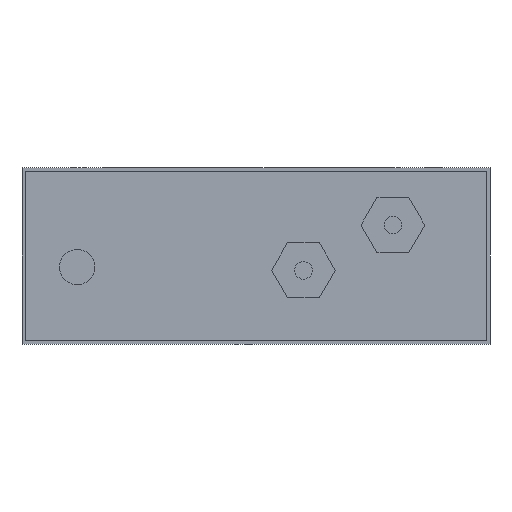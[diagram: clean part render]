
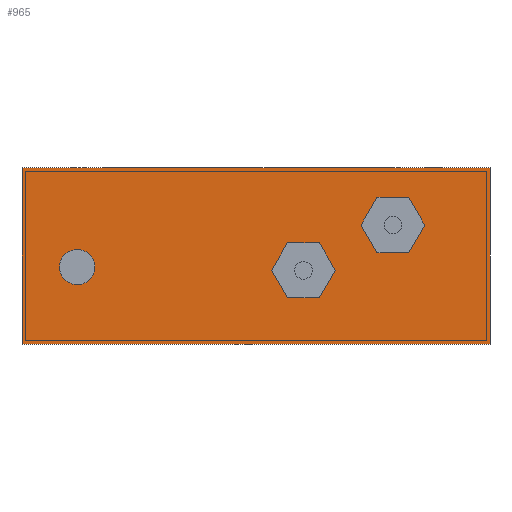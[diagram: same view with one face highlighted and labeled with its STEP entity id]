
A CAD part, front view. The second image highlights one B-rep face of the part: STEP entity #965.
In plain terms, the highlighted planar face has unit normal (0, -1, 0).
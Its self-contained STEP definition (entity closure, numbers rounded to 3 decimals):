
#29=DIRECTION('',(-1.,0.,0.));
#30=VECTOR('',#29,212.);
#31=CARTESIAN_POINT('',(106.,0.,0.));
#32=LINE('',#31,#30);
#97=CARTESIAN_POINT('',(-81.,0.,-45.));
#98=DIRECTION('',(0.,-1.,0.));
#99=DIRECTION('',(1.,0.,0.));
#100=AXIS2_PLACEMENT_3D('',#97,#98,#99);
#102=CARTESIAN_POINT('',(-81.,0.,-45.));
#103=DIRECTION('',(0.,-1.,0.));
#104=DIRECTION('',(-1.,0.,0.));
#105=AXIS2_PLACEMENT_3D('',#102,#103,#104);
#107=DIRECTION('',(1.,0.,0.));
#108=VECTOR('',#107,14.434);
#109=CARTESIAN_POINT('',(54.783,0.,-38.5));
#110=LINE('',#109,#108);
#111=DIRECTION('',(0.5,0.,0.866));
#112=VECTOR('',#111,14.434);
#113=CARTESIAN_POINT('',(69.217,0.,-38.5));
#114=LINE('',#113,#112);
#115=DIRECTION('',(-0.5,0.,0.866));
#116=VECTOR('',#115,14.434);
#117=CARTESIAN_POINT('',(76.434,0.,-26.));
#118=LINE('',#117,#116);
#119=DIRECTION('',(-1.,0.,0.));
#120=VECTOR('',#119,14.434);
#121=CARTESIAN_POINT('',(69.217,0.,-13.5));
#122=LINE('',#121,#120);
#123=DIRECTION('',(-0.5,0.,-0.866));
#124=VECTOR('',#123,14.434);
#125=CARTESIAN_POINT('',(54.783,0.,-13.5));
#126=LINE('',#125,#124);
#127=DIRECTION('',(0.5,0.,-0.866));
#128=VECTOR('',#127,14.434);
#129=CARTESIAN_POINT('',(47.566,0.,-26.));
#130=LINE('',#129,#128);
#131=DIRECTION('',(1.,0.,0.));
#132=VECTOR('',#131,14.434);
#133=CARTESIAN_POINT('',(14.283,0.,-59.));
#134=LINE('',#133,#132);
#135=DIRECTION('',(0.5,0.,0.866));
#136=VECTOR('',#135,14.434);
#137=CARTESIAN_POINT('',(28.717,0.,-59.));
#138=LINE('',#137,#136);
#139=DIRECTION('',(-0.5,0.,0.866));
#140=VECTOR('',#139,14.434);
#141=CARTESIAN_POINT('',(35.934,0.,-46.5));
#142=LINE('',#141,#140);
#143=DIRECTION('',(-1.,0.,0.));
#144=VECTOR('',#143,14.434);
#145=CARTESIAN_POINT('',(28.717,0.,-34.));
#146=LINE('',#145,#144);
#147=DIRECTION('',(-0.5,0.,-0.866));
#148=VECTOR('',#147,14.434);
#149=CARTESIAN_POINT('',(14.283,0.,-34.));
#150=LINE('',#149,#148);
#151=DIRECTION('',(0.5,0.,-0.866));
#152=VECTOR('',#151,14.434);
#153=CARTESIAN_POINT('',(7.066,0.,-46.5));
#154=LINE('',#153,#152);
#175=DIRECTION('',(0.,0.,1.));
#176=VECTOR('',#175,80.);
#177=CARTESIAN_POINT('',(106.,0.,-80.));
#178=LINE('',#177,#176);
#209=DIRECTION('',(0.,0.,-1.));
#210=VECTOR('',#209,80.);
#211=CARTESIAN_POINT('',(-106.,0.,0.));
#212=LINE('',#211,#210);
#217=DIRECTION('',(1.,0.,0.));
#218=VECTOR('',#217,212.);
#219=CARTESIAN_POINT('',(-106.,0.,-80.));
#220=LINE('',#219,#218);
#673=CARTESIAN_POINT('',(106.,0.,0.));
#674=CARTESIAN_POINT('',(-106.,0.,0.));
#675=VERTEX_POINT('',#673);
#676=VERTEX_POINT('',#674);
#677=CARTESIAN_POINT('',(106.,0.,-80.));
#678=VERTEX_POINT('',#677);
#679=CARTESIAN_POINT('',(-106.,0.,-80.));
#680=VERTEX_POINT('',#679);
#797=CARTESIAN_POINT('',(-73.,0.,-45.));
#798=CARTESIAN_POINT('',(-89.,0.,-45.));
#799=VERTEX_POINT('',#797);
#800=VERTEX_POINT('',#798);
#825=CARTESIAN_POINT('',(54.783,0.,-38.5));
#826=CARTESIAN_POINT('',(69.217,0.,-38.5));
#827=VERTEX_POINT('',#825);
#828=VERTEX_POINT('',#826);
#829=CARTESIAN_POINT('',(76.434,0.,-26.));
#830=VERTEX_POINT('',#829);
#831=CARTESIAN_POINT('',(69.217,0.,-13.5));
#832=VERTEX_POINT('',#831);
#833=CARTESIAN_POINT('',(54.783,0.,-13.5));
#834=VERTEX_POINT('',#833);
#835=CARTESIAN_POINT('',(47.566,0.,-26.));
#836=VERTEX_POINT('',#835);
#837=CARTESIAN_POINT('',(14.283,0.,-59.));
#838=CARTESIAN_POINT('',(28.717,0.,-59.));
#839=VERTEX_POINT('',#837);
#840=VERTEX_POINT('',#838);
#841=CARTESIAN_POINT('',(35.934,0.,-46.5));
#842=VERTEX_POINT('',#841);
#843=CARTESIAN_POINT('',(28.717,0.,-34.));
#844=VERTEX_POINT('',#843);
#845=CARTESIAN_POINT('',(14.283,0.,-34.));
#846=VERTEX_POINT('',#845);
#847=CARTESIAN_POINT('',(7.066,0.,-46.5));
#848=VERTEX_POINT('',#847);
#917=CARTESIAN_POINT('',(0.,0.,0.));
#918=DIRECTION('',(0.,1.,0.));
#919=DIRECTION('',(1.,0.,0.));
#920=AXIS2_PLACEMENT_3D('',#917,#918,#919);
#921=PLANE('',#920);
#922=ORIENTED_EDGE('',*,*,#870,.F.);
#924=ORIENTED_EDGE('',*,*,#923,.F.);
#926=ORIENTED_EDGE('',*,*,#925,.F.);
#928=ORIENTED_EDGE('',*,*,#927,.F.);
#929=EDGE_LOOP('',(#922,#924,#926,#928));
#930=FACE_OUTER_BOUND('',#929,.F.);
#932=ORIENTED_EDGE('',*,*,#931,.T.);
#934=ORIENTED_EDGE('',*,*,#933,.T.);
#935=EDGE_LOOP('',(#932,#934));
#936=FACE_BOUND('',#935,.F.);
#938=ORIENTED_EDGE('',*,*,#937,.T.);
#940=ORIENTED_EDGE('',*,*,#939,.T.);
#942=ORIENTED_EDGE('',*,*,#941,.T.);
#944=ORIENTED_EDGE('',*,*,#943,.T.);
#946=ORIENTED_EDGE('',*,*,#945,.T.);
#948=ORIENTED_EDGE('',*,*,#947,.T.);
#949=EDGE_LOOP('',(#938,#940,#942,#944,#946,#948));
#950=FACE_BOUND('',#949,.F.);
#952=ORIENTED_EDGE('',*,*,#951,.T.);
#954=ORIENTED_EDGE('',*,*,#953,.T.);
#956=ORIENTED_EDGE('',*,*,#955,.T.);
#958=ORIENTED_EDGE('',*,*,#957,.T.);
#960=ORIENTED_EDGE('',*,*,#959,.T.);
#962=ORIENTED_EDGE('',*,*,#961,.T.);
#963=EDGE_LOOP('',(#952,#954,#956,#958,#960,#962));
#964=FACE_BOUND('',#963,.F.);
#965=ADVANCED_FACE('',(#930,#936,#950,#964),#921,.F.);
#101=CIRCLE('',#100,8.);
#106=CIRCLE('',#105,8.);
#870=EDGE_CURVE('',#675,#676,#32,.T.);
#923=EDGE_CURVE('',#678,#675,#178,.T.);
#925=EDGE_CURVE('',#680,#678,#220,.T.);
#927=EDGE_CURVE('',#676,#680,#212,.T.);
#931=EDGE_CURVE('',#799,#800,#101,.T.);
#933=EDGE_CURVE('',#800,#799,#106,.T.);
#937=EDGE_CURVE('',#827,#828,#110,.T.);
#939=EDGE_CURVE('',#828,#830,#114,.T.);
#941=EDGE_CURVE('',#830,#832,#118,.T.);
#943=EDGE_CURVE('',#832,#834,#122,.T.);
#945=EDGE_CURVE('',#834,#836,#126,.T.);
#947=EDGE_CURVE('',#836,#827,#130,.T.);
#951=EDGE_CURVE('',#839,#840,#134,.T.);
#953=EDGE_CURVE('',#840,#842,#138,.T.);
#955=EDGE_CURVE('',#842,#844,#142,.T.);
#957=EDGE_CURVE('',#844,#846,#146,.T.);
#959=EDGE_CURVE('',#846,#848,#150,.T.);
#961=EDGE_CURVE('',#848,#839,#154,.T.);
